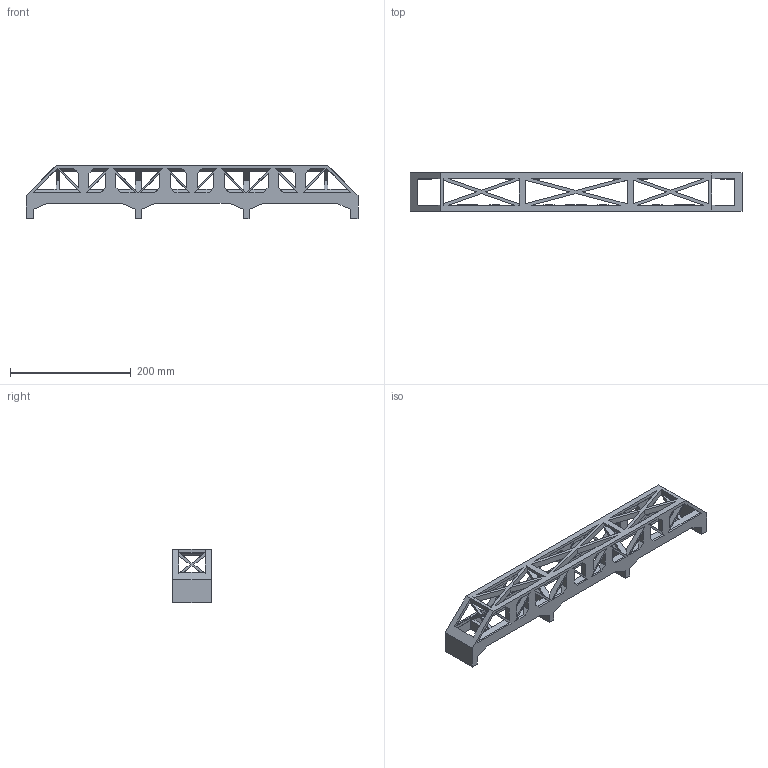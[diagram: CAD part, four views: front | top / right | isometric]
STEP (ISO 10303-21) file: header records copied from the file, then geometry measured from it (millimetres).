
FILE_DESCRIPTION(/* description */ (''),/* implementation_level */ '2;1');
FILE_NAME(/* name */ 'bridge.step',/* time_stamp */ '2024-07-15T18:34:16+05:30',/* author */ (''),/* organization */ (''),/* preprocessor_version */ 'ST-DEVELOPER v20',/* originating_system */ 'Autodesk Translation Framework v13.14.0.145',/* authorisation */ '');
FILE_SCHEMA (('AUTOMOTIVE_DESIGN { 1 0 10303 214 3 1 1 }'));
Length unit declared in the file: inch
Products named in the file (1): WEEK 6
Bounding box: 550.89 x 63.5 x 88 mm (x, y, z)
Volume: 569599.8 mm3; surface area: 213502.7 mm2
Topology: 1 solids, 1 shells, 474 faces, 1535 edges, 990 vertices
Faces by surface type: plane 474
Entity records: 16690 total; most frequent: ORIENTED_EDGE 3070, CARTESIAN_POINT 3000, DIRECTION 2485, LINE 1535, VECTOR 1535, EDGE_CURVE 1535, VERTEX_POINT 990, EDGE_LOOP 539
